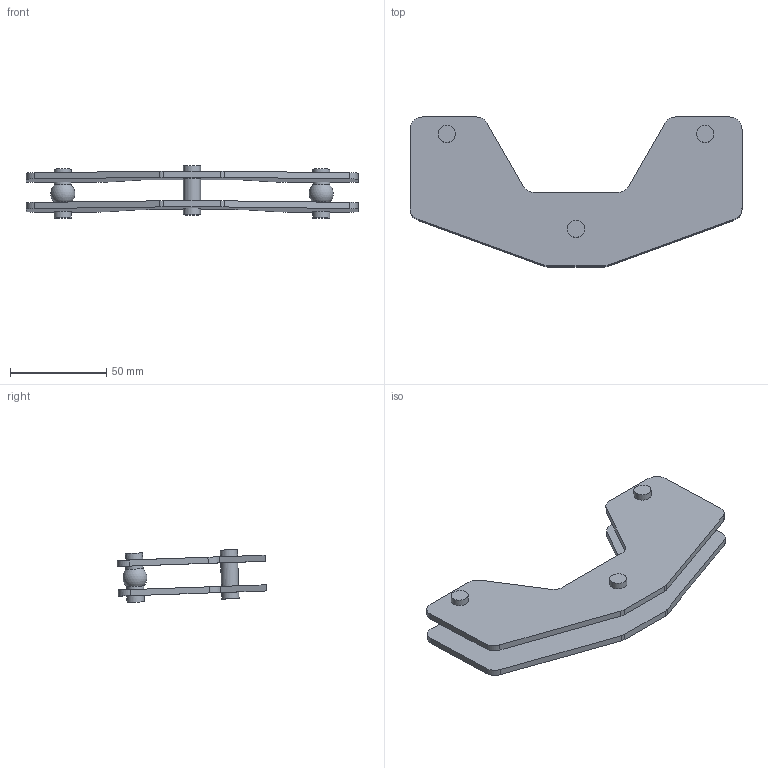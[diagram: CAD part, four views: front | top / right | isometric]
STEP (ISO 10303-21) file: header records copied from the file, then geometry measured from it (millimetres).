
FILE_DESCRIPTION( ( '' ), ' ' );
FILE_NAME( '5d3f69f1e70ef91503fc6317.step', '2019-07-29T21:49:37', ( '' ), ( '' ), ' ', ' ', ' ' );
FILE_SCHEMA( ( 'AUTOMOTIVE_DESIGN { 1 0 10303 214 1 1 1 1 }' ) );
Length unit declared in the file: metre
Products named in the file (1): fly bar
Bounding box: 172.09 x 77.75 x 27.42 mm (x, y, z)
Volume: 58862.4 mm3; surface area: 38927.7 mm2
Topology: 1 solids, 1 shells, 63 faces, 161 edges, 108 vertices
Faces by surface type: cylinder 31, plane 30, sphere 2
Full cylindrical faces by diameter (mm): 8.89 x11
Entity records: 2342 total; most frequent: DIRECTION 332, CARTESIAN_POINT 308, ORIENTED_EDGE 284, EDGE_CURVE 142, AXIS2_PLACEMENT_3D 126, VERTEX_POINT 102, EDGE_LOOP 88, LINE 80
